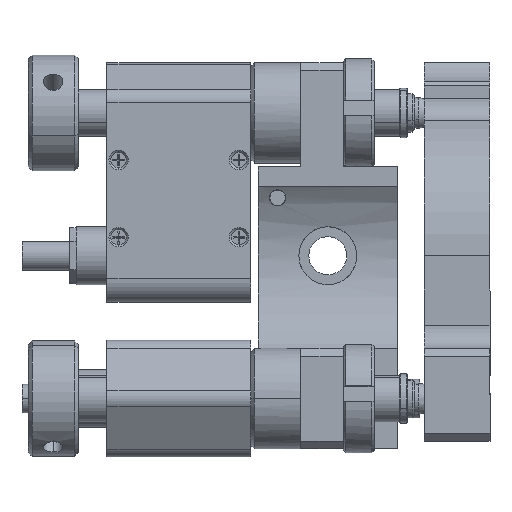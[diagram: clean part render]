
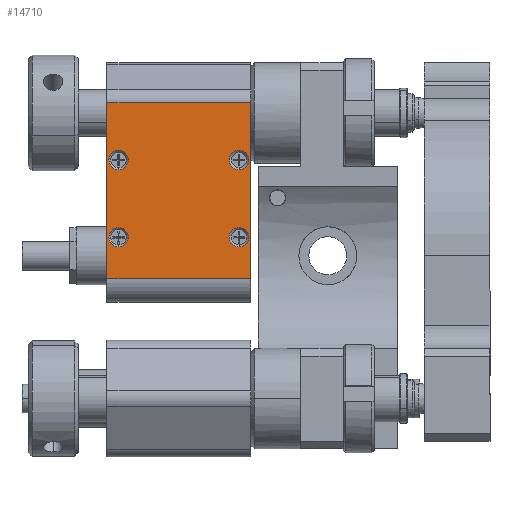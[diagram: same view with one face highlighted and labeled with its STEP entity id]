
A CAD part, left-side view. The second image highlights one B-rep face of the part: STEP entity #14710.
In plain terms, the highlighted face is planar.
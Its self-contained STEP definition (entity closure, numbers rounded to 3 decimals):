
#156 = PLANE ( 'NONE',  #8922 ) ;
#294 = DIRECTION ( 'NONE',  ( 0., 0., -1. ) ) ;
#378 = EDGE_CURVE ( 'NONE', #8479, #1311, #2708, .T. ) ;
#431 = VERTEX_POINT ( 'NONE', #15653 ) ;
#521 = EDGE_CURVE ( 'NONE', #17698, #14921, #2017, .T. ) ;
#633 = CIRCLE ( 'NONE', #4665, 1.25 ) ;
#1003 = CIRCLE ( 'NONE', #9333, 1.25 ) ;
#1056 = ORIENTED_EDGE ( 'NONE', *, *, #8842, .F. ) ;
#1113 = ORIENTED_EDGE ( 'NONE', *, *, #15822, .F. ) ;
#1250 = CIRCLE ( 'NONE', #6801, 1.25 ) ;
#1277 = AXIS2_PLACEMENT_3D ( 'NONE', #5756, #4420, #1371 ) ;
#1311 = VERTEX_POINT ( 'NONE', #3672 ) ;
#1371 = DIRECTION ( 'NONE',  ( 1., 0., 0. ) ) ;
#1435 = EDGE_CURVE ( 'NONE', #17733, #3184, #4723, .T. ) ;
#1959 = ORIENTED_EDGE ( 'NONE', *, *, #15520, .T. ) ;
#2017 = CIRCLE ( 'NONE', #7266, 1.25 ) ;
#2103 = EDGE_CURVE ( 'NONE', #14921, #17698, #9598, .T. ) ;
#2258 = CARTESIAN_POINT ( 'NONE',  ( -117.648, -35.926, -48.253 ) ) ;
#2277 = EDGE_CURVE ( 'NONE', #9143, #431, #2700, .T. ) ;
#2329 = DIRECTION ( 'NONE',  ( 1., 0., 0. ) ) ;
#2575 = DIRECTION ( 'NONE',  ( 0., 0., -1. ) ) ;
#2700 = CIRCLE ( 'NONE', #17227, 1.25 ) ;
#2708 = CIRCLE ( 'NONE', #1277, 1.25 ) ;
#2721 = EDGE_LOOP ( 'NONE', ( #11846, #5497 ) ) ;
#2791 = CARTESIAN_POINT ( 'NONE',  ( -100.998, -18.826, -48.253 ) ) ;
#2805 = VERTEX_POINT ( 'NONE', #16231 ) ;
#2879 = LINE ( 'NONE', #11971, #12445 ) ;
#3184 = VERTEX_POINT ( 'NONE', #12820 ) ;
#3273 = CIRCLE ( 'NONE', #4756, 1.25 ) ;
#3367 = DIRECTION ( 'NONE',  ( -1., 0., 0. ) ) ;
#3378 = CARTESIAN_POINT ( 'NONE',  ( -112.248, -34.426, -48.253 ) ) ;
#3672 = CARTESIAN_POINT ( 'NONE',  ( -100.998, -34.426, -48.253 ) ) ;
#3990 = FACE_BOUND ( 'NONE', #2721, .T. ) ;
#4034 = CARTESIAN_POINT ( 'NONE',  ( -94.853, -35.926, -48.253 ) ) ;
#4288 = DIRECTION ( 'NONE',  ( 0., 0., -1. ) ) ;
#4319 = CARTESIAN_POINT ( 'NONE',  ( -112.248, -18.826, -48.253 ) ) ;
#4411 = EDGE_CURVE ( 'NONE', #1311, #8479, #633, .T. ) ;
#4420 = DIRECTION ( 'NONE',  ( 0., 0., -1. ) ) ;
#4503 = DIRECTION ( 'NONE',  ( 0., 0., -1. ) ) ;
#4599 = ORIENTED_EDGE ( 'NONE', *, *, #16288, .T. ) ;
#4665 = AXIS2_PLACEMENT_3D ( 'NONE', #14488, #7453, #7502 ) ;
#4723 = LINE ( 'NONE', #13899, #5172 ) ;
#4756 = AXIS2_PLACEMENT_3D ( 'NONE', #3378, #6146, #17565 ) ;
#4997 = VERTEX_POINT ( 'NONE', #15295 ) ;
#5172 = VECTOR ( 'NONE', #18038, 1000. ) ;
#5207 = CARTESIAN_POINT ( 'NONE',  ( -112.248, -34.426, -48.253 ) ) ;
#5399 = DIRECTION ( 'NONE',  ( 1., 0., 0. ) ) ;
#5497 = ORIENTED_EDGE ( 'NONE', *, *, #378, .T. ) ;
#5756 = CARTESIAN_POINT ( 'NONE',  ( -102.248, -34.426, -48.253 ) ) ;
#5829 = DIRECTION ( 'NONE',  ( 1., 0., 0. ) ) ;
#5899 = DIRECTION ( 'NONE',  ( 1., 0., 0. ) ) ;
#6146 = DIRECTION ( 'NONE',  ( 0., 0., -1. ) ) ;
#6600 = EDGE_CURVE ( 'NONE', #4997, #2805, #1003, .T. ) ;
#6801 = AXIS2_PLACEMENT_3D ( 'NONE', #13695, #2575, #2329 ) ;
#6985 = ORIENTED_EDGE ( 'NONE', *, *, #2277, .T. ) ;
#7164 = AXIS2_PLACEMENT_3D ( 'NONE', #4319, #4503, #5899 ) ;
#7266 = AXIS2_PLACEMENT_3D ( 'NONE', #17480, #294, #10254 ) ;
#7453 = DIRECTION ( 'NONE',  ( 0., 0., -1. ) ) ;
#7502 = DIRECTION ( 'NONE',  ( 1., 0., 0. ) ) ;
#7588 = EDGE_LOOP ( 'NONE', ( #1959, #9926 ) ) ;
#7818 = ORIENTED_EDGE ( 'NONE', *, *, #2103, .T. ) ;
#8399 = VECTOR ( 'NONE', #9751, 1000. ) ;
#8413 = FACE_BOUND ( 'NONE', #7588, .T. ) ;
#8479 = VERTEX_POINT ( 'NONE', #10063 ) ;
#8829 = ORIENTED_EDGE ( 'NONE', *, *, #521, .T. ) ;
#8842 = EDGE_CURVE ( 'NONE', #13317, #17733, #12936, .T. ) ;
#8922 = AXIS2_PLACEMENT_3D ( 'NONE', #12789, #4288, #15759 ) ;
#9084 = FACE_BOUND ( 'NONE', #13704, .T. ) ;
#9136 = EDGE_LOOP ( 'NONE', ( #18225, #16135, #1056, #1113 ) ) ;
#9143 = VERTEX_POINT ( 'NONE', #2791 ) ;
#9333 = AXIS2_PLACEMENT_3D ( 'NONE', #5207, #17880, #5399 ) ;
#9598 = CIRCLE ( 'NONE', #7164, 1.25 ) ;
#9751 = DIRECTION ( 'NONE',  ( 0., -1., 0. ) ) ;
#9926 = ORIENTED_EDGE ( 'NONE', *, *, #6600, .T. ) ;
#9927 = CARTESIAN_POINT ( 'NONE',  ( -113.498, -18.826, -48.253 ) ) ;
#10063 = CARTESIAN_POINT ( 'NONE',  ( -103.498, -34.426, -48.253 ) ) ;
#10254 = DIRECTION ( 'NONE',  ( 1., 0., 0. ) ) ;
#11438 = CARTESIAN_POINT ( 'NONE',  ( -94.853, -17.326, -48.253 ) ) ;
#11561 = DIRECTION ( 'NONE',  ( 0., 0., -1. ) ) ;
#11846 = ORIENTED_EDGE ( 'NONE', *, *, #4411, .T. ) ;
#11971 = CARTESIAN_POINT ( 'NONE',  ( -117.648, -17.326, -48.253 ) ) ;
#12174 = LINE ( 'NONE', #4034, #8399 ) ;
#12445 = VECTOR ( 'NONE', #14807, 1000. ) ;
#12789 = CARTESIAN_POINT ( 'NONE',  ( -94.853, -35.926, -48.253 ) ) ;
#12820 = CARTESIAN_POINT ( 'NONE',  ( -117.648, -17.326, -48.253 ) ) ;
#12936 = LINE ( 'NONE', #17315, #15812 ) ;
#13298 = VERTEX_POINT ( 'NONE', #11438 ) ;
#13317 = VERTEX_POINT ( 'NONE', #15534 ) ;
#13695 = CARTESIAN_POINT ( 'NONE',  ( -102.248, -18.826, -48.253 ) ) ;
#13704 = EDGE_LOOP ( 'NONE', ( #8829, #7818 ) ) ;
#13899 = CARTESIAN_POINT ( 'NONE',  ( -117.648, -35.926, -48.253 ) ) ;
#14101 = EDGE_CURVE ( 'NONE', #13298, #3184, #2879, .T. ) ;
#14488 = CARTESIAN_POINT ( 'NONE',  ( -102.248, -34.426, -48.253 ) ) ;
#14710 = ADVANCED_FACE ( 'NONE', ( #3990, #8413, #15292, #9084, #17069 ), #156, .F. ) ;
#14807 = DIRECTION ( 'NONE',  ( -1., 0., 0. ) ) ;
#14921 = VERTEX_POINT ( 'NONE', #9927 ) ;
#15292 = FACE_BOUND ( 'NONE', #16904, .T. ) ;
#15295 = CARTESIAN_POINT ( 'NONE',  ( -113.498, -34.426, -48.253 ) ) ;
#15520 = EDGE_CURVE ( 'NONE', #2805, #4997, #3273, .T. ) ;
#15534 = CARTESIAN_POINT ( 'NONE',  ( -94.853, -35.926, -48.253 ) ) ;
#15653 = CARTESIAN_POINT ( 'NONE',  ( -103.498, -18.826, -48.253 ) ) ;
#15759 = DIRECTION ( 'NONE',  ( -1., 0., 0. ) ) ;
#15812 = VECTOR ( 'NONE', #3367, 1000. ) ;
#15822 = EDGE_CURVE ( 'NONE', #13298, #13317, #12174, .T. ) ;
#16135 = ORIENTED_EDGE ( 'NONE', *, *, #1435, .F. ) ;
#16223 = CARTESIAN_POINT ( 'NONE',  ( -110.998, -18.826, -48.253 ) ) ;
#16231 = CARTESIAN_POINT ( 'NONE',  ( -110.998, -34.426, -48.253 ) ) ;
#16288 = EDGE_CURVE ( 'NONE', #431, #9143, #1250, .T. ) ;
#16904 = EDGE_LOOP ( 'NONE', ( #6985, #4599 ) ) ;
#17069 = FACE_OUTER_BOUND ( 'NONE', #9136, .T. ) ;
#17075 = CARTESIAN_POINT ( 'NONE',  ( -102.248, -18.826, -48.253 ) ) ;
#17227 = AXIS2_PLACEMENT_3D ( 'NONE', #17075, #11561, #5829 ) ;
#17315 = CARTESIAN_POINT ( 'NONE',  ( -117.648, -35.926, -48.253 ) ) ;
#17480 = CARTESIAN_POINT ( 'NONE',  ( -112.248, -18.826, -48.253 ) ) ;
#17565 = DIRECTION ( 'NONE',  ( 1., 0., 0. ) ) ;
#17698 = VERTEX_POINT ( 'NONE', #16223 ) ;
#17733 = VERTEX_POINT ( 'NONE', #2258 ) ;
#17880 = DIRECTION ( 'NONE',  ( 0., 0., -1. ) ) ;
#18038 = DIRECTION ( 'NONE',  ( 0., 1., 0. ) ) ;
#18225 = ORIENTED_EDGE ( 'NONE', *, *, #14101, .T. ) ;
